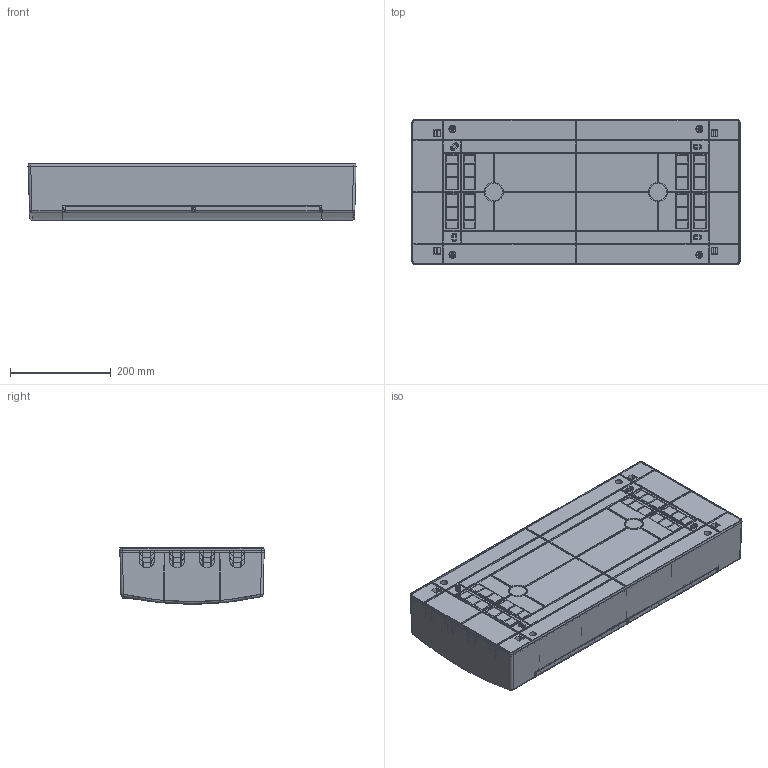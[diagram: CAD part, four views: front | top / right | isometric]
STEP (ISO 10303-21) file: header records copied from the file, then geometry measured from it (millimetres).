
FILE_DESCRIPTION((''),'2;1');
FILE_NAME('ECT_48_PT_ASM','2021-02-19T',('marketing.praksa'),('Audax d.o.o.'),'CREO PARAMETRIC BY PTC INC, 2017480','CREO PARAMETRIC BY PTC INC, 2017480','');
FILE_SCHEMA(('AUTOMOTIVE_DESIGN { 1 0 10303 214 1 1 1 1 }'));
Products named in the file (29): DNO_N48-C_S_J_1; MASKA_N48-C_S_J_1; VRATA_N48-C_S_J_1; N48C_1_ASM_1_ASM; ETI_LOGO_1_1_1_1_1_2_3_4_5_6_7_; ETI_LOGO_2_1_1_1_1_2_3_4_5_6_7_; ETI_LOGO_3_1_1_1_1_2_3_4_5_6_7_; ETI_LOGO_ASM_1_1_ASM_1_1_2_3__4_ASM; ASM0017_ASM_1_ASM; PRT0083_1; PRT0084_1; PRT0085_1; PRT0086_1; PRT0091_1; PRT0099_1; PRT0106_1; PRT0110_1; PRT0111_1; PRT0112_1; PRT0113_1; PRT0115_1; PRT0116_1; PRT0117_1; PRT0118_1; PRT0119_1; PRT0120_1; PRT0121_1; N48C_ASM_1_ASM; ECT_48_PT_ASM
Assembly tree (28 placements, depth 5):
  ECT_48_PT_ASM
    N48C_ASM_1_ASM
      N48C_1_ASM_1_ASM
        DNO_N48-C_S_J_1
        MASKA_N48-C_S_J_1
        VRATA_N48-C_S_J_1
      ASM0017_ASM_1_ASM
        ETI_LOGO_ASM_1_1_ASM_1_1_2_3__4_ASM
          ETI_LOGO_1_1_1_1_1_2_3_4_5_6_7_
          ETI_LOGO_2_1_1_1_1_2_3_4_5_6_7_
          ETI_LOGO_3_1_1_1_1_2_3_4_5_6_7_
      PRT0083_1
      PRT0084_1
      PRT0085_1
      PRT0086_1
      PRT0091_1
      PRT0099_1
      PRT0106_1
      PRT0110_1
      PRT0111_1
      PRT0112_1
      PRT0113_1
      PRT0115_1
      PRT0116_1
      PRT0117_1
      PRT0118_1
      PRT0119_1
      PRT0120_1
      PRT0121_1
Bounding box: 651.53 x 286.91 x 111.75 mm (x, y, z)
Volume: 1311881.2 mm3; surface area: 1629268.2 mm2
Topology: 21 solids, 24 shells, 5008 faces, 14089 edges, 9298 vertices
Faces by surface type: plane 3262, cylinder 1197, cone 360, torus 86, sphere 52, bspline 49, extrusion 2
Entity records: 224523 total; most frequent: CARTESIAN_POINT 37306, ORIENTED_EDGE 28046, DIRECTION 26794, PRESENTATION_STYLE_ASSIGNMENT 15871, STYLED_ITEM 15871, CURVE_STYLE 14029, EDGE_CURVE 14029, VERTEX_POINT 9298
